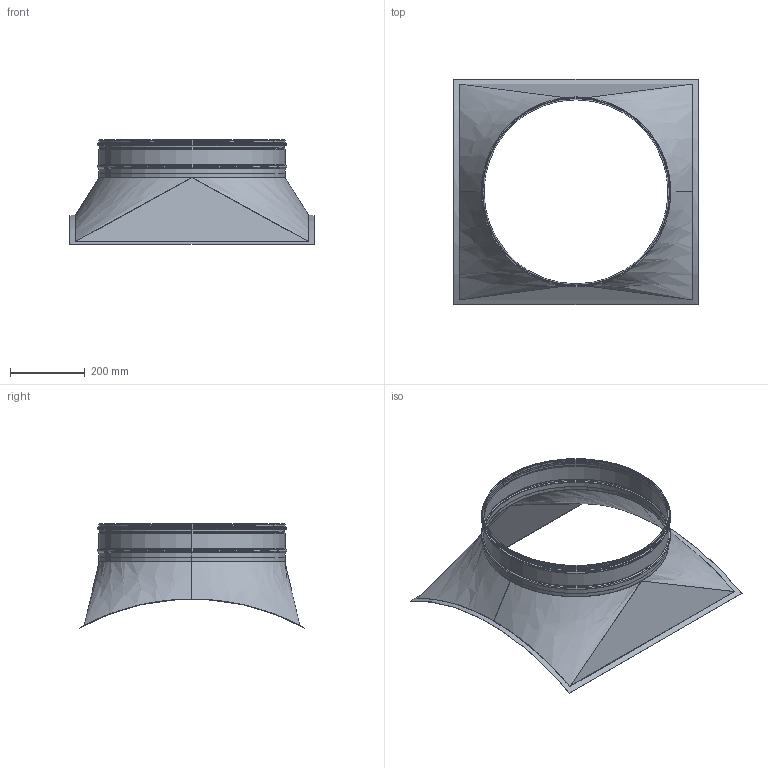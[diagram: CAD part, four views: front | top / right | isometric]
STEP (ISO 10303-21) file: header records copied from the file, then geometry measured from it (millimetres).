
FILE_DESCRIPTION((''),'2;1');
FILE_NAME('HPSR_1250-500.stp','2014-02-24T12:46:09',(''),(''),'Autodesk Inventor 2013','Autodesk Inventor 2013','');
FILE_SCHEMA(('AUTOMOTIVE_DESIGN { 1 2 10303 214 0 1 1 1 }'));
Length unit declared in the file: millimetre
Products named in the file (5): HPSR_1250-500; HPSRRörämne_1250-500; StosStödsick-500; StosStödsickRörämne-500; 999010
Assembly tree (4 placements, depth 3):
  HPSR_1250-500
    HPSRRörämne_1250-500
    StosStödsick-500
      StosStödsickRörämne-500
      999010
Bounding box: 654 x 604.43 x 279.82 mm (x, y, z)
Volume: 337178.2 mm3; surface area: 1214462.6 mm2
Topology: 3 solids, 3 shells, 107 faces, 220 edges, 124 vertices
Faces by surface type: plane 51, torus 20, cylinder 18, cone 10, bspline 8
Full cylindrical faces by diameter (mm): 492.95 x1, 493.95 x1, 495.15 x1, 496.75 x1, 497.75 x7, 498.75 x3, 504.15 x1, 509.15 x1
Entity records: 3358 total; most frequent: CARTESIAN_POINT 900, DIRECTION 498, ORIENTED_EDGE 408, AXIS2_PLACEMENT_3D 204, EDGE_CURVE 204, EDGE_LOOP 132, VERTEX_POINT 124, STYLED_ITEM 110
